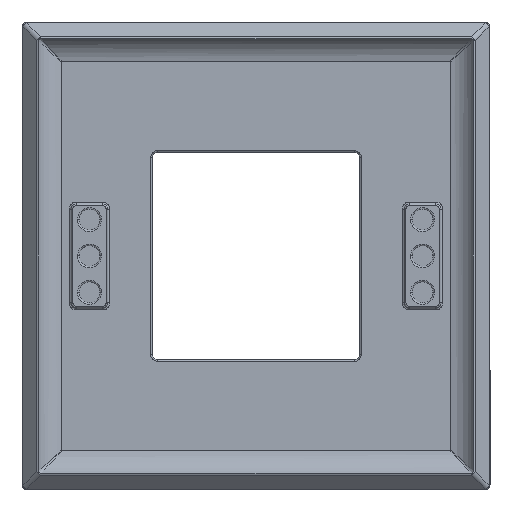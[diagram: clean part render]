
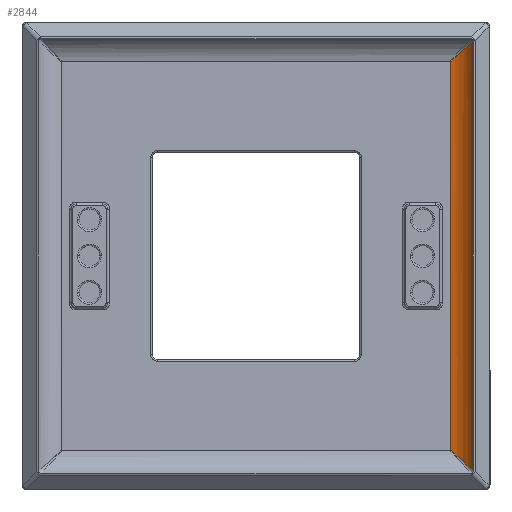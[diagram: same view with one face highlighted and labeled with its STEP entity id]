
A CAD part, front view. The second image highlights one B-rep face of the part: STEP entity #2844.
In plain terms, the highlighted cylindrical face has radius 6.365 mm (diameter 12.731 mm), a partial arc.
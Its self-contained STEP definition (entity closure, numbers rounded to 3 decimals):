
#3 = CARTESIAN_POINT ( 'NONE',  ( 74.902, 20., 36.9 ) ) ;
#4 = CARTESIAN_POINT ( 'NONE',  ( 77.296, 19.096, -40.049 ) ) ;
#32 = DIRECTION ( 'NONE',  ( 0., 0., -1. ) ) ;
#101 = CARTESIAN_POINT ( 'NONE',  ( 76.98, 19.284, -39.758 ) ) ;
#315 = CARTESIAN_POINT ( 'NONE',  ( 76.269, 19.621, 38.16 ) ) ;
#460 = CARTESIAN_POINT ( 'NONE',  ( 77.083, 19.229, 38.91 ) ) ;
#521 = VERTEX_POINT ( 'NONE', #5612 ) ;
#637 = CARTESIAN_POINT ( 'NONE',  ( 77.225, 19.14, -39.984 ) ) ;
#687 = CARTESIAN_POINT ( 'NONE',  ( 77.411, 19.021, -40.155 ) ) ;
#941 = VECTOR ( 'NONE', #4329, 1000. ) ;
#1091 = EDGE_CURVE ( 'NONE', #521, #8167, #7250, .T. ) ;
#1168 = CARTESIAN_POINT ( 'NONE',  ( 77.702, 18.817, 39.481 ) ) ;
#1450 = CARTESIAN_POINT ( 'NONE',  ( 78.483, 18.127, -41.144 ) ) ;
#1498 = CARTESIAN_POINT ( 'NONE',  ( 79.119, 17.38, -41.729 ) ) ;
#1544 = CARTESIAN_POINT ( 'NONE',  ( 77.08, 19.227, -39.85 ) ) ;
#1842 = EDGE_CURVE ( 'NONE', #4767, #8167, #5028, .T. ) ;
#1884 = CARTESIAN_POINT ( 'NONE',  ( 79.347, 17., 40.996 ) ) ;
#2122 = CARTESIAN_POINT ( 'NONE',  ( 77.433, 19.006, -40.176 ) ) ;
#2191 = CARTESIAN_POINT ( 'NONE',  ( 73.895, 13.715, 41.494 ) ) ;
#2305 = CARTESIAN_POINT ( 'NONE',  ( 76.137, 19.672, -38.982 ) ) ;
#2461 = CARTESIAN_POINT ( 'NONE',  ( 75.411, 19.918, 37.369 ) ) ;
#2597 = CARTESIAN_POINT ( 'NONE',  ( 77.506, 18.957, 39.3 ) ) ;
#2844 = ADVANCED_FACE ( 'NONE', ( #5860 ), #6621, .F. ) ;
#2867 = EDGE_LOOP ( 'NONE', ( #5852, #6120, #7311, #7912 ) ) ;
#2881 = CARTESIAN_POINT ( 'NONE',  ( 76.671, 19.448, -39.473 ) ) ;
#2917 = CARTESIAN_POINT ( 'NONE',  ( 77.848, 18.71, -40.558 ) ) ;
#2950 = DIRECTION ( 'NONE',  ( 0., 1., 0. ) ) ;
#2975 = CARTESIAN_POINT ( 'NONE',  ( 79.347, 17., -41.94 ) ) ;
#3179 = CARTESIAN_POINT ( 'NONE',  ( 77.544, 18.931, 39.334 ) ) ;
#3361 = CARTESIAN_POINT ( 'NONE',  ( 76.667, 19.446, 38.527 ) ) ;
#3739 = CARTESIAN_POINT ( 'NONE',  ( 77.658, 18.855, -40.383 ) ) ;
#3810 = LINE ( 'NONE', #4371, #8604 ) ;
#3911 = CARTESIAN_POINT ( 'NONE',  ( 76.224, 19.639, 38.119 ) ) ;
#3963 = CARTESIAN_POINT ( 'NONE',  ( 78.717, 17.871, 40.416 ) ) ;
#4054 = CARTESIAN_POINT ( 'NONE',  ( 78.829, 17.739, 40.519 ) ) ;
#4107 = CARTESIAN_POINT ( 'NONE',  ( 78.601, 18.001, 40.309 ) ) ;
#4329 = DIRECTION ( 'NONE',  ( 0., 0., 1. ) ) ;
#4371 = CARTESIAN_POINT ( 'NONE',  ( 79.347, 17., -45.575 ) ) ;
#4377 = CARTESIAN_POINT ( 'NONE',  ( 74.902, 20., -45.575 ) ) ;
#4386 = EDGE_CURVE ( 'NONE', #4767, #5433, #3810, .T. ) ;
#4393 = CARTESIAN_POINT ( 'NONE',  ( 77.443, 19., -40.185 ) ) ;
#4442 = CARTESIAN_POINT ( 'NONE',  ( 75.156, 19.959, -38.078 ) ) ;
#4651 = CARTESIAN_POINT ( 'NONE',  ( 77.63, 18.87, 39.414 ) ) ;
#4767 = VERTEX_POINT ( 'NONE', #1884 ) ;
#4793 = CARTESIAN_POINT ( 'NONE',  ( 78.203, 18.407, 39.942 ) ) ;
#4837 = CARTESIAN_POINT ( 'NONE',  ( 78.66, 17.936, 40.363 ) ) ;
#5028 = B_SPLINE_CURVE_WITH_KNOTS ( 'NONE', 3,
 ( #7664, #5510, #6278, #6857, #4054, #3963, #4837, #4107, #7760, #7616, #6954, #4793, #6136, #6227, #1168, #4651, #3179, #2597, #6322, #9298, #5556, #460, #6905, #3361, #5361, #8314, #7568, #315, #6182, #9215, #3911, #9121, #2461, #8467 ),
 .UNSPECIFIED., .F., .F.,
 ( 4, 2, 2, 1, 2, 2, 2, 2, 1, 1, 2, 2, 2, 2, 1, 1, 1, 2, 2, 4 ),
 ( 0., 0.125, 0.188, 0.219, 0.234, 0.25, 0.375, 0.438, 0.469, 0.484, 0.492, 0.5, 0.625, 0.687, 0.719, 0.734, 0.742, 0.746, 0.75, 1. ),
 .UNSPECIFIED. ) ;
#5065 = CARTESIAN_POINT ( 'NONE',  ( 75.394, 19.905, -38.297 ) ) ;
#5113 = CARTESIAN_POINT ( 'NONE',  ( 78.385, 18.228, -41.053 ) ) ;
#5154 = CARTESIAN_POINT ( 'NONE',  ( 78.843, 17.746, -41.475 ) ) ;
#5200 = CARTESIAN_POINT ( 'NONE',  ( 75.98, 19.729, -38.836 ) ) ;
#5242 = CARTESIAN_POINT ( 'NONE',  ( 76.451, 19.55, -39.271 ) ) ;
#5361 = CARTESIAN_POINT ( 'NONE',  ( 76.503, 19.522, 38.375 ) ) ;
#5433 = VERTEX_POINT ( 'NONE', #8019 ) ;
#5510 = CARTESIAN_POINT ( 'NONE',  ( 79.233, 17.19, 40.891 ) ) ;
#5556 = CARTESIAN_POINT ( 'NONE',  ( 77.276, 19.112, 39.088 ) ) ;
#5612 = CARTESIAN_POINT ( 'NONE',  ( 74.902, 20., -37.844 ) ) ;
#5689 = EDGE_CURVE ( 'NONE', #521, #5433, #6254, .T. ) ;
#5837 = CARTESIAN_POINT ( 'NONE',  ( 78.2, 18.405, -40.882 ) ) ;
#5852 = ORIENTED_EDGE ( 'NONE', *, *, #4386, .F. ) ;
#5860 = FACE_OUTER_BOUND ( 'NONE', #2867, .T. ) ;
#5923 = CARTESIAN_POINT ( 'NONE',  ( 76.054, 19.703, -38.905 ) ) ;
#6120 = ORIENTED_EDGE ( 'NONE', *, *, #1842, .T. ) ;
#6136 = CARTESIAN_POINT ( 'NONE',  ( 77.937, 18.634, 39.696 ) ) ;
#6182 = CARTESIAN_POINT ( 'NONE',  ( 76.248, 19.63, 38.14 ) ) ;
#6227 = CARTESIAN_POINT ( 'NONE',  ( 77.845, 18.708, 39.612 ) ) ;
#6254 = B_SPLINE_CURVE_WITH_KNOTS ( 'NONE', 3,
 ( #7313, #4442, #5065, #8950, #7220, #5200, #5923, #2305, #8144, #9525, #6550, #8765, #5242, #2881, #101, #1544, #637, #4, #9475, #687, #2122, #4393, #3739, #2917, #7999, #5837, #8816, #5113, #8048, #1450, #8865, #5154, #1498, #2975 ),
 .UNSPECIFIED., .F., .F.,
 ( 4, 2, 2, 1, 1, 1, 2, 2, 2, 2, 1, 1, 2, 2, 2, 2, 1, 2, 2, 4 ),
 ( 0., 0.125, 0.188, 0.219, 0.234, 0.242, 0.246, 0.25, 0.375, 0.438, 0.469, 0.484, 0.492, 0.5, 0.625, 0.688, 0.719, 0.734, 0.75, 1. ),
 .UNSPECIFIED. ) ;
#6278 = CARTESIAN_POINT ( 'NONE',  ( 79.107, 17.376, 40.775 ) ) ;
#6322 = CARTESIAN_POINT ( 'NONE',  ( 77.481, 18.974, 39.277 ) ) ;
#6550 = CARTESIAN_POINT ( 'NONE',  ( 76.207, 19.645, -39.046 ) ) ;
#6621 = CYLINDRICAL_SURFACE ( 'NONE', #7537, 6.365 ) ;
#6668 = DIRECTION ( 'NONE',  ( 0., 0., -1. ) ) ;
#6857 = CARTESIAN_POINT ( 'NONE',  ( 78.901, 17.649, 40.585 ) ) ;
#6905 = CARTESIAN_POINT ( 'NONE',  ( 76.774, 19.393, 38.625 ) ) ;
#6954 = CARTESIAN_POINT ( 'NONE',  ( 78.368, 18.249, 40.094 ) ) ;
#7220 = CARTESIAN_POINT ( 'NONE',  ( 75.828, 19.78, -38.697 ) ) ;
#7250 = LINE ( 'NONE', #4377, #941 ) ;
#7311 = ORIENTED_EDGE ( 'NONE', *, *, #1091, .F. ) ;
#7313 = CARTESIAN_POINT ( 'NONE',  ( 74.902, 20., -37.844 ) ) ;
#7537 = AXIS2_PLACEMENT_3D ( 'NONE', #2191, #32, #2950 ) ;
#7568 = CARTESIAN_POINT ( 'NONE',  ( 76.32, 19.6, 38.207 ) ) ;
#7616 = CARTESIAN_POINT ( 'NONE',  ( 78.541, 18.066, 40.253 ) ) ;
#7664 = CARTESIAN_POINT ( 'NONE',  ( 79.347, 17., 40.996 ) ) ;
#7760 = CARTESIAN_POINT ( 'NONE',  ( 78.562, 18.044, 40.273 ) ) ;
#7912 = ORIENTED_EDGE ( 'NONE', *, *, #5689, .T. ) ;
#7999 = CARTESIAN_POINT ( 'NONE',  ( 78.114, 18.483, -40.803 ) ) ;
#8019 = CARTESIAN_POINT ( 'NONE',  ( 79.347, 17., -41.94 ) ) ;
#8048 = CARTESIAN_POINT ( 'NONE',  ( 78.444, 18.168, -41.108 ) ) ;
#8144 = CARTESIAN_POINT ( 'NONE',  ( 76.178, 19.657, -39.02 ) ) ;
#8167 = VERTEX_POINT ( 'NONE', #3 ) ;
#8314 = CARTESIAN_POINT ( 'NONE',  ( 76.419, 19.559, 38.298 ) ) ;
#8467 = CARTESIAN_POINT ( 'NONE',  ( 74.902, 20., 36.9 ) ) ;
#8604 = VECTOR ( 'NONE', #6668, 1000. ) ;
#8765 = CARTESIAN_POINT ( 'NONE',  ( 76.211, 19.644, -39.05 ) ) ;
#8816 = CARTESIAN_POINT ( 'NONE',  ( 78.324, 18.287, -40.997 ) ) ;
#8865 = CARTESIAN_POINT ( 'NONE',  ( 78.502, 18.108, -41.161 ) ) ;
#8950 = CARTESIAN_POINT ( 'NONE',  ( 75.723, 19.813, -38.6 ) ) ;
#9121 = CARTESIAN_POINT ( 'NONE',  ( 75.85, 19.785, 37.774 ) ) ;
#9215 = CARTESIAN_POINT ( 'NONE',  ( 76.233, 19.635, 38.127 ) ) ;
#9298 = CARTESIAN_POINT ( 'NONE',  ( 77.467, 18.983, 39.264 ) ) ;
#9475 = CARTESIAN_POINT ( 'NONE',  ( 77.377, 19.044, -40.124 ) ) ;
#9525 = CARTESIAN_POINT ( 'NONE',  ( 76.195, 19.65, -39.036 ) ) ;
